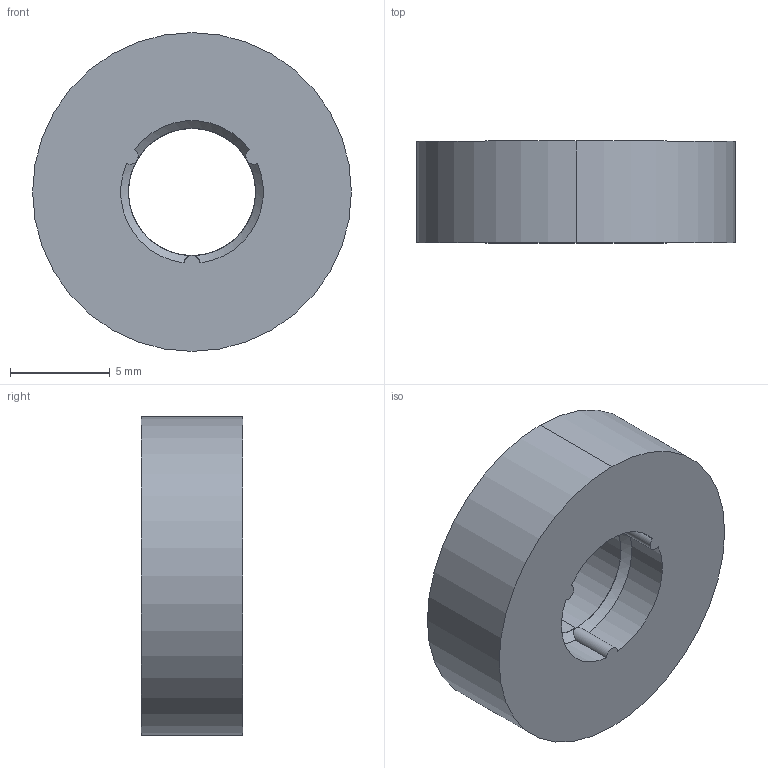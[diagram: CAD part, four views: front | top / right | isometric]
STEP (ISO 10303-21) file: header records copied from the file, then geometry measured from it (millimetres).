
FILE_DESCRIPTION (( 'STEP AP214' ), '1' );
FILE_NAME ('F10_assembly.STEP', '2020-09-24T15:28:24', ( '' ), ( '' ), 'SwSTEP 2.0', 'SolidWorks 2019', '' );
FILE_SCHEMA (( 'AUTOMOTIVE_DESIGN' ));
Length unit declared in the file: inch
Products named in the file (1): F10_assembly
Bounding box: 15.95 x 5.08 x 15.95 mm (x, y, z)
Volume: 836.3 mm3; surface area: 696.6 mm2
Topology: 1 solids, 1 shells, 20 faces, 50 edges, 32 vertices
Faces by surface type: cylinder 12, plane 5, cone 3
Entity records: 676 total; most frequent: CARTESIAN_POINT 139, DIRECTION 114, ORIENTED_EDGE 100, AXIS2_PLACEMENT_3D 51, EDGE_CURVE 50, VERTEX_POINT 32, CIRCLE 30, EDGE_LOOP 22
